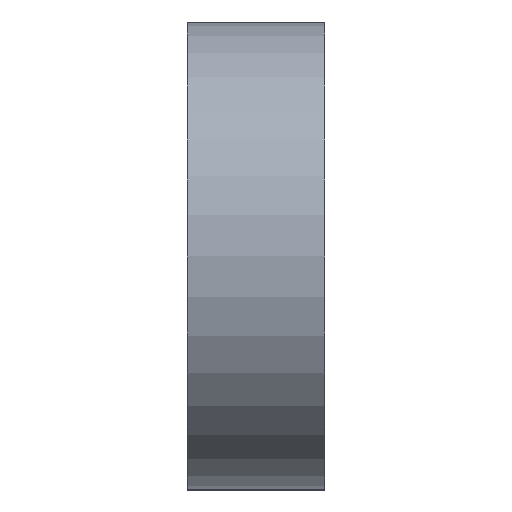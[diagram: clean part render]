
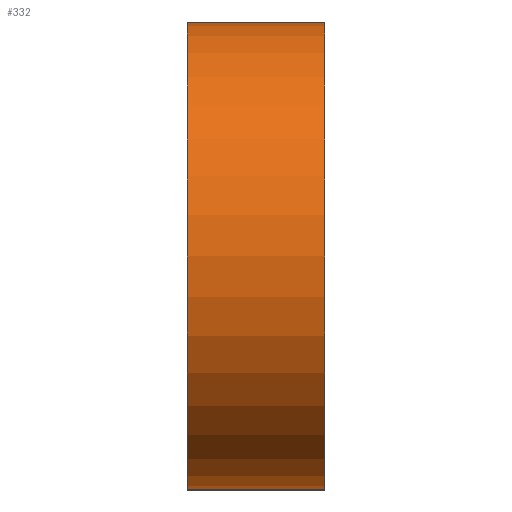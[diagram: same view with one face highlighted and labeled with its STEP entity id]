
A CAD part, left-side view. The second image highlights one B-rep face of the part: STEP entity #332.
In plain terms, the highlighted cylindrical face has radius 8 mm (diameter 16 mm), a partial arc.
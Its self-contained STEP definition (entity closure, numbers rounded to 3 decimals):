
#35=CIRCLE('',#385,8.);
#36=CIRCLE('',#386,8.);
#45=CYLINDRICAL_SURFACE('',#384,8.);
#58=FACE_OUTER_BOUND('',#75,.T.);
#75=EDGE_LOOP('',(#266,#267,#268,#269));
#110=LINE('',#560,#139);
#111=LINE('',#566,#140);
#139=VECTOR('',#463,10.);
#140=VECTOR('',#470,10.);
#167=VERTEX_POINT('',#553);
#170=VERTEX_POINT('',#558);
#171=VERTEX_POINT('',#562);
#172=VERTEX_POINT('',#564);
#210=EDGE_CURVE('',#167,#170,#110,.T.);
#211=EDGE_CURVE('',#171,#167,#35,.T.);
#212=EDGE_CURVE('',#172,#170,#36,.T.);
#213=EDGE_CURVE('',#171,#172,#111,.T.);
#266=ORIENTED_EDGE('',*,*,#211,.T.);
#267=ORIENTED_EDGE('',*,*,#210,.T.);
#268=ORIENTED_EDGE('',*,*,#212,.F.);
#269=ORIENTED_EDGE('',*,*,#213,.F.);
#332=ADVANCED_FACE('',(#58),#45,.T.);
#384=AXIS2_PLACEMENT_3D('',#561,#464,#465);
#385=AXIS2_PLACEMENT_3D('',#563,#466,#467);
#386=AXIS2_PLACEMENT_3D('',#565,#468,#469);
#463=DIRECTION('',(0.,1.,0.));
#464=DIRECTION('center_axis',(0.,1.,0.));
#465=DIRECTION('ref_axis',(0.,0.,-1.));
#466=DIRECTION('center_axis',(0.,1.,0.));
#467=DIRECTION('ref_axis',(0.,0.,-1.));
#468=DIRECTION('center_axis',(0.,1.,0.));
#469=DIRECTION('ref_axis',(0.,0.,-1.));
#470=DIRECTION('',(0.,1.,0.));
#553=CARTESIAN_POINT('',(-2.114,0.,8.));
#558=CARTESIAN_POINT('',(-2.114,4.7,8.));
#560=CARTESIAN_POINT('',(-2.114,0.,8.));
#561=CARTESIAN_POINT('Origin',(-2.114,0.,0.));
#562=CARTESIAN_POINT('',(-2.114,0.,-8.));
#563=CARTESIAN_POINT('Origin',(-2.114,0.,0.));
#564=CARTESIAN_POINT('',(-2.114,4.7,-8.));
#565=CARTESIAN_POINT('Origin',(-2.114,4.7,0.));
#566=CARTESIAN_POINT('',(-2.114,0.,-8.));
